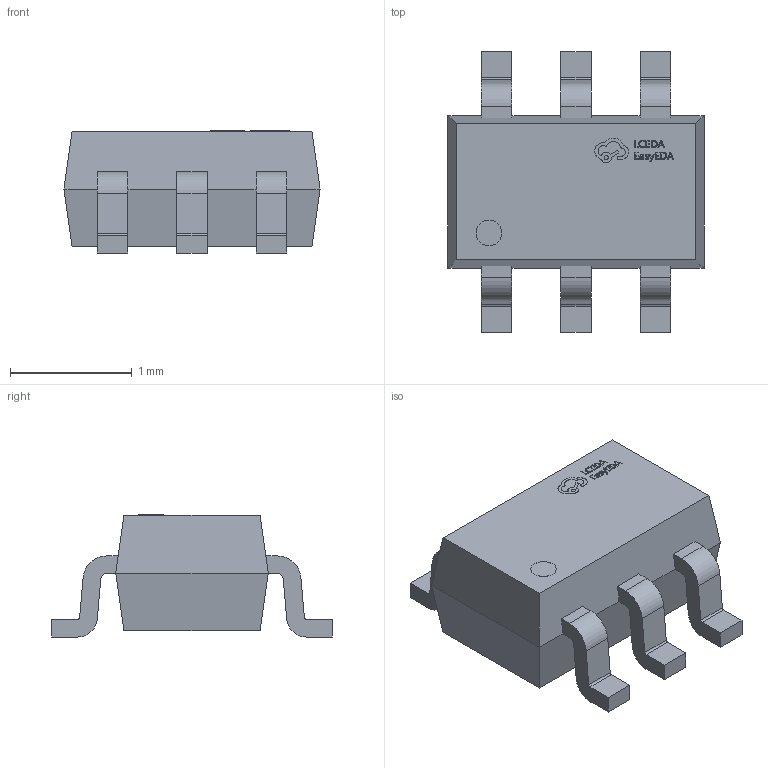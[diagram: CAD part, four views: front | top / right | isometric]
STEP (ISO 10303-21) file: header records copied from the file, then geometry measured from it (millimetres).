
FILE_DESCRIPTION (( 'STEP AP214' ), '1' );
FILE_NAME ('SC70-6_L2.1-W1.3-P0.65-LS2.3-BL.step', '2022-07-09T14:49:58', ( '' ), ( '' ), 'SwSTEP 2.0', 'SolidWorks 2020', '' );
FILE_SCHEMA (( 'AUTOMOTIVE_DESIGN' ));
Length unit declared in the file: millimetre
Products named in the file (1): SC70-6_L2.1-W1.3-P0.65-LS2.3-BL
Bounding box: 2.1 x 2.3 x 1 mm (x, y, z)
Volume: 2.5 mm3; surface area: 15 mm2
Topology: 1 solids, 1 shells, 374 faces, 1031 edges, 686 vertices
Faces by surface type: plane 236, bspline 112, cylinder 26
Entity records: 17155 total; most frequent: CARTESIAN_POINT 4196, ORIENTED_EDGE 2062, DIRECTION 1381, EDGE_CURVE 1031, LINE 751, VECTOR 751, VERTEX_POINT 686, EDGE_LOOP 401
